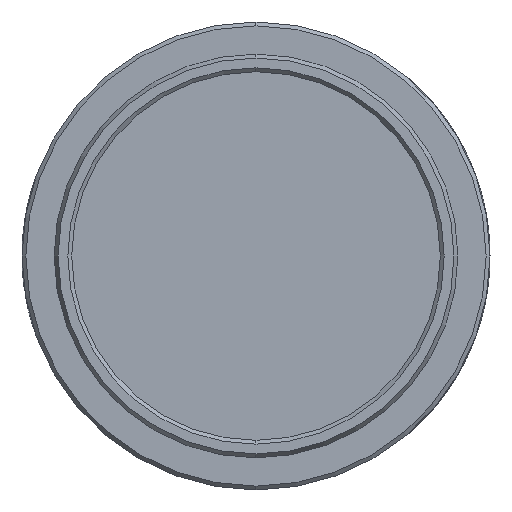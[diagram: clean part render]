
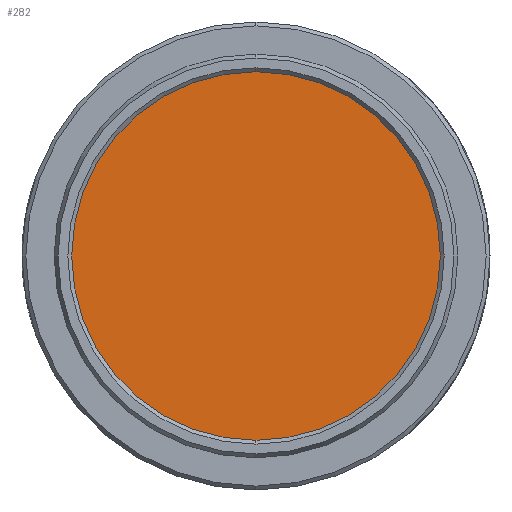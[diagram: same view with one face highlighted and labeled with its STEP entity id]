
A CAD part, left-side view. The second image highlights one B-rep face of the part: STEP entity #282.
In plain terms, the highlighted planar face has unit normal (-1, 0, 0).
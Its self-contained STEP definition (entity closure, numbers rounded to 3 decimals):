
#163 = DIRECTION ( 'NONE',  ( 1., 0., 0. ) ) ;
#282 = ADVANCED_FACE ( 'NONE', ( #9525 ), #15317, .F. ) ;
#398 = CIRCLE ( 'NONE', #5594, 12.7 ) ;
#597 = CARTESIAN_POINT ( 'NONE',  ( -7.62, -3.527, -12.2 ) ) ;
#1500 = EDGE_CURVE ( 'NONE', #14453, #14416, #398, .T. ) ;
#2161 = DIRECTION ( 'NONE',  ( 1., 0., 0. ) ) ;
#2457 = CIRCLE ( 'NONE', #3531, 12.7 ) ;
#3531 = AXIS2_PLACEMENT_3D ( 'NONE', #9764, #163, #3818 ) ;
#3818 = DIRECTION ( 'NONE',  ( 0., -0.278, -0.961 ) ) ;
#3887 = EDGE_LOOP ( 'NONE', ( #5528, #11230 ) ) ;
#5004 = CARTESIAN_POINT ( 'NONE',  ( -7.62, 0., 0. ) ) ;
#5528 = ORIENTED_EDGE ( 'NONE', *, *, #11462, .F. ) ;
#5594 = AXIS2_PLACEMENT_3D ( 'NONE', #5004, #13472, #14685 ) ;
#8105 = CARTESIAN_POINT ( 'NONE',  ( -7.62, 0., 0. ) ) ;
#9525 = FACE_OUTER_BOUND ( 'NONE', #3887, .T. ) ;
#9764 = CARTESIAN_POINT ( 'NONE',  ( -7.62, 0., 0. ) ) ;
#11230 = ORIENTED_EDGE ( 'NONE', *, *, #1500, .F. ) ;
#11462 = EDGE_CURVE ( 'NONE', #14416, #14453, #2457, .T. ) ;
#12756 = CARTESIAN_POINT ( 'NONE',  ( -7.62, 3.527, 12.2 ) ) ;
#13058 = DIRECTION ( 'NONE',  ( 0., -0.278, -0.961 ) ) ;
#13472 = DIRECTION ( 'NONE',  ( 1., 0., 0. ) ) ;
#13803 = AXIS2_PLACEMENT_3D ( 'NONE', #8105, #2161, #13058 ) ;
#14416 = VERTEX_POINT ( 'NONE', #597 ) ;
#14453 = VERTEX_POINT ( 'NONE', #12756 ) ;
#14685 = DIRECTION ( 'NONE',  ( 0., -0.278, -0.961 ) ) ;
#15317 = PLANE ( 'NONE',  #13803 ) ;
